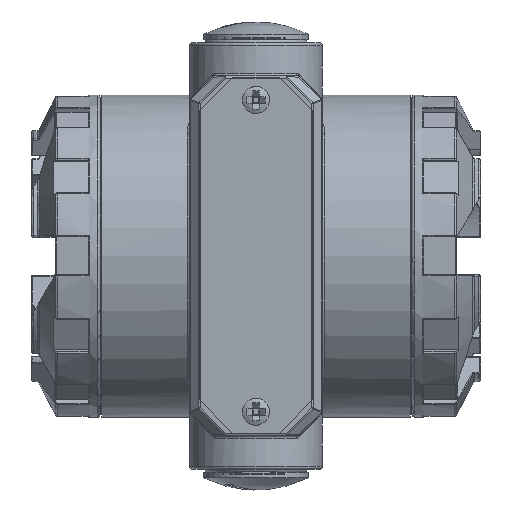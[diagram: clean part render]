
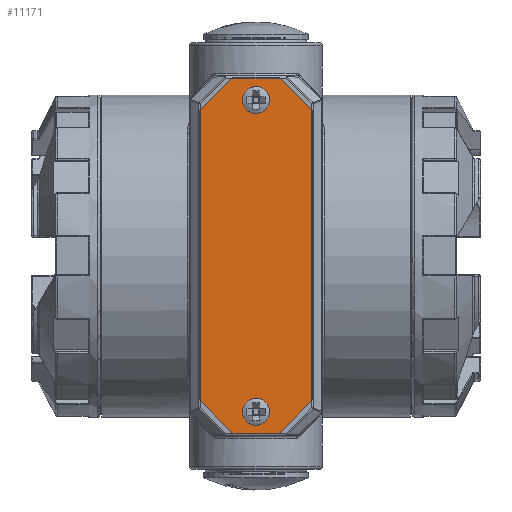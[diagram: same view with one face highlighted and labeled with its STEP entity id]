
A CAD part, top view. The second image highlights one B-rep face of the part: STEP entity #11171.
In plain terms, the highlighted planar face has unit normal (0, 0, 1).
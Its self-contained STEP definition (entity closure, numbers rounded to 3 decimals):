
#11171=ADVANCED_FACE('',(#34986,#34988,#34990),#34992,.T.);
#34986=FACE_BOUND('',#34987,.T.);
#34987=EDGE_LOOP('',(#53738,#53739,#53740,#53741,#53742,#53743,#53744,#53745));
#34988=FACE_BOUND('',#34989,.T.);
#34989=EDGE_LOOP('',(#53746));
#34990=FACE_BOUND('',#34991,.T.);
#34991=EDGE_LOOP('',(#53747));
#34992=PLANE('',#34993);
#34993=AXIS2_PLACEMENT_3D('',#34994,#34995,#34996);
#34994=CARTESIAN_POINT('',(0.,0.,0.3));
#34995=DIRECTION('',(0.,0.,1.));
#34996=DIRECTION('',(-1.,0.,0.));
#53738=ORIENTED_EDGE('',*,*,#58115,.T.);
#53739=ORIENTED_EDGE('',*,*,#58116,.T.);
#53740=ORIENTED_EDGE('',*,*,#58117,.T.);
#53741=ORIENTED_EDGE('',*,*,#58118,.T.);
#53742=ORIENTED_EDGE('',*,*,#58119,.T.);
#53743=ORIENTED_EDGE('',*,*,#58120,.T.);
#53744=ORIENTED_EDGE('',*,*,#58121,.T.);
#53745=ORIENTED_EDGE('',*,*,#58122,.T.);
#53746=ORIENTED_EDGE('',*,*,#58123,.T.);
#53747=ORIENTED_EDGE('',*,*,#58124,.T.);
#58115=EDGE_CURVE('',#62642,#62643,#62644,.T.);
#58116=EDGE_CURVE('',#62643,#62645,#62646,.T.);
#58117=EDGE_CURVE('',#62645,#62647,#62648,.T.);
#58118=EDGE_CURVE('',#62647,#62649,#62650,.T.);
#58119=EDGE_CURVE('',#62649,#62651,#62652,.T.);
#58120=EDGE_CURVE('',#62651,#62653,#62654,.T.);
#58121=EDGE_CURVE('',#62653,#62655,#62656,.T.);
#58122=EDGE_CURVE('',#62655,#62642,#62657,.T.);
#58123=EDGE_CURVE('',#62658,#62658,#62659,.F.);
#58124=EDGE_CURVE('',#62660,#62660,#62661,.F.);
#62642=VERTEX_POINT('',#78437);
#62643=VERTEX_POINT('',#78438);
#62644=LINE('',#78439,#78440);
#62645=VERTEX_POINT('',#78442);
#62646=LINE('',#78443,#78444);
#62647=VERTEX_POINT('',#78446);
#62648=LINE('',#78447,#78448);
#62649=VERTEX_POINT('',#78450);
#62650=LINE('',#78451,#78452);
#62651=VERTEX_POINT('',#78454);
#62652=LINE('',#78455,#78456);
#62653=VERTEX_POINT('',#78458);
#62654=LINE('',#78459,#78460);
#62655=VERTEX_POINT('',#78462);
#62656=LINE('',#78463,#78464);
#62657=LINE('',#78466,#78467);
#62658=VERTEX_POINT('',#78469);
#62659=CIRCLE('',#78470,1.75);
#62660=VERTEX_POINT('',#78474);
#62661=CIRCLE('',#78475,1.75);
#78437=CARTESIAN_POINT('',(5.,37.5,0.3));
#78438=CARTESIAN_POINT('',(-5.,37.5,0.3));
#78439=CARTESIAN_POINT('',(5.,37.5,0.3));
#78440=VECTOR('',#78441,1.);
#78441=DIRECTION('',(-1.,0.,0.));
#78442=CARTESIAN_POINT('',(-12.,30.5,0.3));
#78443=CARTESIAN_POINT('',(-5.,37.5,0.3));
#78444=VECTOR('',#78445,1.);
#78445=DIRECTION('',(-0.707,-0.707,0.));
#78446=CARTESIAN_POINT('',(-12.,-30.5,0.3));
#78447=CARTESIAN_POINT('',(-12.,30.5,0.3));
#78448=VECTOR('',#78449,1.);
#78449=DIRECTION('',(0.,-1.,0.));
#78450=CARTESIAN_POINT('',(-5.,-37.5,0.3));
#78451=CARTESIAN_POINT('',(-12.,-30.5,0.3));
#78452=VECTOR('',#78453,1.);
#78453=DIRECTION('',(0.707,-0.707,0.));
#78454=CARTESIAN_POINT('',(5.,-37.5,0.3));
#78455=CARTESIAN_POINT('',(-5.,-37.5,0.3));
#78456=VECTOR('',#78457,1.);
#78457=DIRECTION('',(1.,0.,0.));
#78458=CARTESIAN_POINT('',(12.,-30.5,0.3));
#78459=CARTESIAN_POINT('',(5.,-37.5,0.3));
#78460=VECTOR('',#78461,1.);
#78461=DIRECTION('',(0.707,0.707,0.));
#78462=CARTESIAN_POINT('',(12.,30.5,0.3));
#78463=CARTESIAN_POINT('',(12.,-30.5,0.3));
#78464=VECTOR('',#78465,1.);
#78465=DIRECTION('',(0.,1.,0.));
#78466=CARTESIAN_POINT('',(12.,30.5,0.3));
#78467=VECTOR('',#78468,1.);
#78468=DIRECTION('',(-0.707,0.707,0.));
#78469=CARTESIAN_POINT('',(-1.75,-33.,0.3));
#78470=AXIS2_PLACEMENT_3D('',#78471,#78472,#78473);
#78471=CARTESIAN_POINT('',(0.,-33.,0.3));
#78472=DIRECTION('',(0.,0.,1.));
#78473=DIRECTION('',(-1.,0.,0.));
#78474=CARTESIAN_POINT('',(-1.75,33.,0.3));
#78475=AXIS2_PLACEMENT_3D('',#78476,#78477,#78478);
#78476=CARTESIAN_POINT('',(0.,33.,0.3));
#78477=DIRECTION('',(0.,0.,1.));
#78478=DIRECTION('',(-1.,0.,0.));
